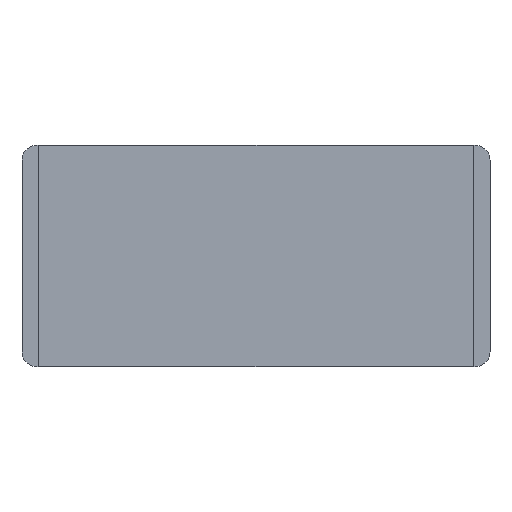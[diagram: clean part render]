
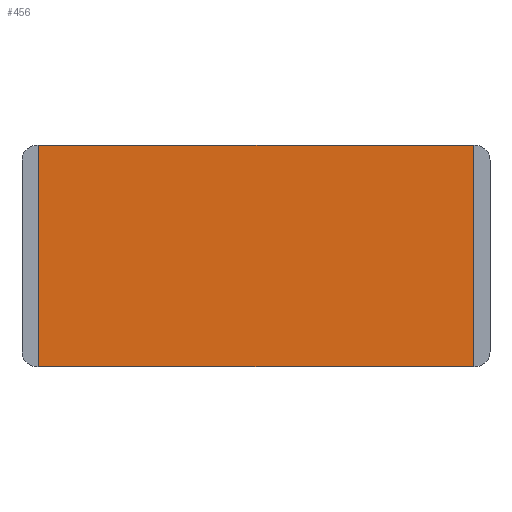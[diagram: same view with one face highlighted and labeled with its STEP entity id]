
A CAD part, front view. The second image highlights one B-rep face of the part: STEP entity #456.
In plain terms, the highlighted planar face has unit normal (0, -1, 0).
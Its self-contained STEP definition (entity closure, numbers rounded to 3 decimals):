
#38=FACE_OUTER_BOUND('',#62,.T.);
#62=EDGE_LOOP('',(#334,#335,#336,#337));
#80=LINE('',#657,#134);
#107=LINE('',#725,#161);
#108=LINE('',#726,#162);
#109=LINE('',#727,#163);
#134=VECTOR('',#528,10.);
#161=VECTOR('',#579,10.);
#162=VECTOR('',#580,10.);
#163=VECTOR('',#581,10.);
#188=VERTEX_POINT('',#654);
#189=VERTEX_POINT('',#656);
#217=VERTEX_POINT('',#723);
#218=VERTEX_POINT('',#724);
#232=EDGE_CURVE('',#188,#189,#80,.T.);
#264=EDGE_CURVE('',#217,#218,#107,.T.);
#265=EDGE_CURVE('',#217,#189,#108,.T.);
#266=EDGE_CURVE('',#218,#188,#109,.T.);
#334=ORIENTED_EDGE('',*,*,#264,.F.);
#335=ORIENTED_EDGE('',*,*,#265,.T.);
#336=ORIENTED_EDGE('',*,*,#232,.F.);
#337=ORIENTED_EDGE('',*,*,#266,.F.);
#436=PLANE('',#499);
#456=ADVANCED_FACE('',(#38),#436,.F.);
#499=AXIS2_PLACEMENT_3D('',#722,#577,#578);
#528=DIRECTION('',(-1.,0.,0.));
#577=DIRECTION('center_axis',(0.,1.,0.));
#578=DIRECTION('ref_axis',(1.,0.,0.));
#579=DIRECTION('',(1.,0.,0.));
#580=DIRECTION('',(0.,0.,-1.));
#581=DIRECTION('',(0.,0.,-1.));
#654=CARTESIAN_POINT('',(44.,-43.,28.6));
#656=CARTESIAN_POINT('',(-44.,-43.,28.6));
#657=CARTESIAN_POINT('',(-44.2,-43.,28.6));
#722=CARTESIAN_POINT('Origin',(-44.,-43.,73.4));
#723=CARTESIAN_POINT('',(-44.,-43.,73.4));
#724=CARTESIAN_POINT('',(44.,-43.,73.4));
#725=CARTESIAN_POINT('',(0.2,-43.,73.4));
#726=CARTESIAN_POINT('',(-44.,-43.,73.4));
#727=CARTESIAN_POINT('',(44.,-43.,73.4));
